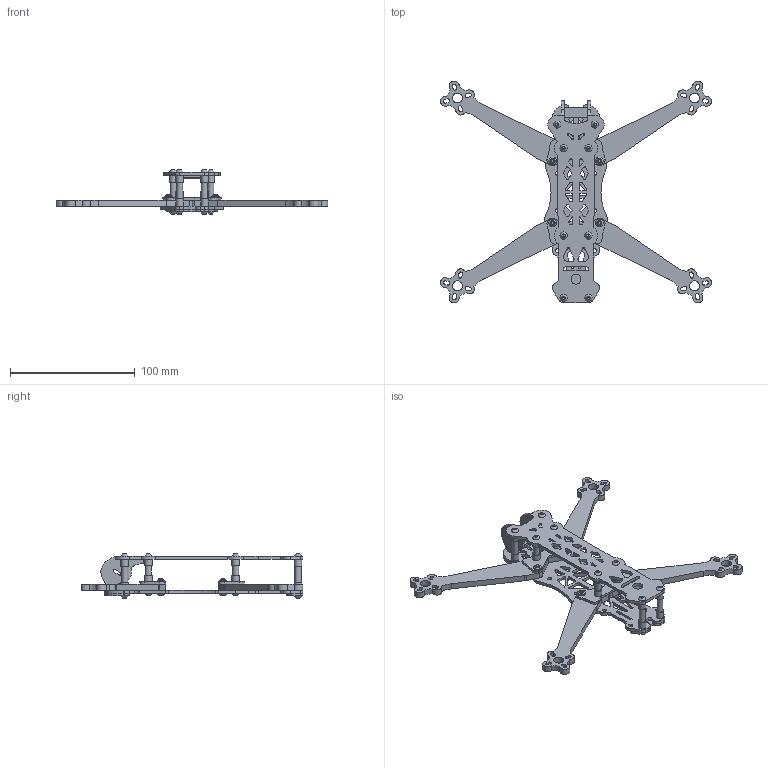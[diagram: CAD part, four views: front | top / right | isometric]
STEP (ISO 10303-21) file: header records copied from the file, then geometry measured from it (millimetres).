
FILE_DESCRIPTION(/* description */ (''),/* implementation_level */ '2;1');
FILE_NAME(/* name */ '5-inch FPV Drone Frame.step',/* time_stamp */ '2025-07-20T20:57:37-04:00',/* author */ (''),/* organization */ (''),/* preprocessor_version */ 'ST-DEVELOPER v20.1',/* originating_system */ 'Autodesk Translation Framework v14.10.0.0',/* authorisation */ '');
FILE_SCHEMA (('AUTOMOTIVE_DESIGN { 1 0 10303 214 3 1 1 }'));
Length unit declared in the file: millimetre
Products named in the file (34): Main Assemble; base plate (unfashioned); Single wing part; Wing bridger; Front Below Base; Rear Below Base; Pillar (Short); Pillar (Long); Camera Mount; Screw (Super Long); Screw (Super Long)_1; Screw (Super Long)_2; Screw (Super Long)_3; ISO 7380-1 - M3 x 16 Steel 4.6 Plain; Screw (Short); Screw (Short)_1; Screw (Short)_2; Screw (Short)_3; NS-EN ISO 7380-1 - M3 x 12 Steel 4.6 Plain; Washer; Screw (Long); Screw (Long)_1; Screw (Long)_2; Screw (Long)_3; Top Plate; Screw (Long)_4; Screw (Long)_5; Screw (Long)_6; Screw (Long)_7; Screw (Long)_8; Screw (Long)_9; Screw (Long)_10; Screw (Long)_11; JIS B 1174 - M3 x 12 Steel 4.6 Plain
Assembly tree (63 placements, depth 3):
  Main Assemble
    base plate (unfashioned)
    Single wing part  x4
    Wing bridger  x2
    Front Below Base
    Rear Below Base
    Pillar (Short)  x4
    Pillar (Long)  x4
    Camera Mount
    Screw (Super Long)
      ISO 7380-1 - M3 x 16 Steel 4.6 Plain
    Screw (Super Long)_1
      ISO 7380-1 - M3 x 16 Steel 4.6 Plain
    Screw (Super Long)_2
      ISO 7380-1 - M3 x 16 Steel 4.6 Plain
    Screw (Super Long)_3
      ISO 7380-1 - M3 x 16 Steel 4.6 Plain
    Screw (Short)
      NS-EN ISO 7380-1 - M3 x 12 Steel 4.6 Plain
    Screw (Short)_1
      NS-EN ISO 7380-1 - M3 x 12 Steel 4.6 Plain
    Screw (Short)_2
      NS-EN ISO 7380-1 - M3 x 12 Steel 4.6 Plain
    Screw (Short)_3
      NS-EN ISO 7380-1 - M3 x 12 Steel 4.6 Plain
    Washer  x4
    Screw (Long)
      JIS B 1174 - M3 x 12 Steel 4.6 Plain
    Screw (Long)_1
      JIS B 1174 - M3 x 12 Steel 4.6 Plain
    Screw (Long)_2
      JIS B 1174 - M3 x 12 Steel 4.6 Plain
    Screw (Long)_3
      JIS B 1174 - M3 x 12 Steel 4.6 Plain
    Top Plate
    Screw (Long)_4
      JIS B 1174 - M3 x 12 Steel 4.6 Plain
    Screw (Long)_5
      JIS B 1174 - M3 x 12 Steel 4.6 Plain
    Screw (Long)_6
      JIS B 1174 - M3 x 12 Steel 4.6 Plain
    Screw (Long)_7
      JIS B 1174 - M3 x 12 Steel 4.6 Plain
    Screw (Long)_8
      JIS B 1174 - M3 x 12 Steel 4.6 Plain
    Screw (Long)_9
      JIS B 1174 - M3 x 12 Steel 4.6 Plain
    Screw (Long)_10
      JIS B 1174 - M3 x 12 Steel 4.6 Plain
    Screw (Long)_11
      JIS B 1174 - M3 x 12 Steel 4.6 Plain
Bounding box: 217.49 x 177.93 x 35.3 mm (x, y, z)
Volume: 70804.4 mm3; surface area: 62664.1 mm2
Topology: 43 solids, 43 shells, 1168 faces, 2848 edges, 1822 vertices
Faces by surface type: plane 684, cylinder 415, cone 24, torus 20, sphere 20, bspline 5
Full cylindrical faces by diameter (mm): 2.529 x12, 2.927 x20, 3 x48, 5 x8, 6 x20, 8 x5
Entity records: 21908 total; most frequent: DIRECTION 3810, CARTESIAN_POINT 3733, ORIENTED_EDGE 3526, EDGE_CURVE 1763, AXIS2_PLACEMENT_3D 1320, LINE 1170, VECTOR 1170, VERTEX_POINT 1162
